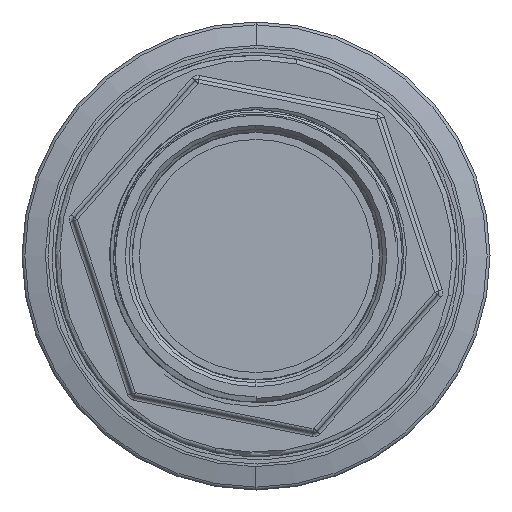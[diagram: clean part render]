
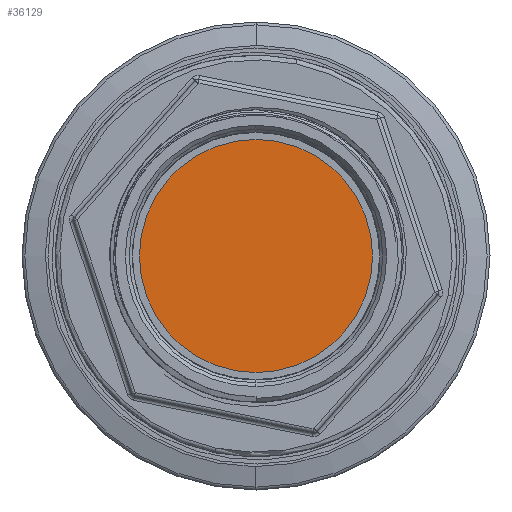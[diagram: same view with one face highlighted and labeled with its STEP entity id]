
A CAD part, front view. The second image highlights one B-rep face of the part: STEP entity #36129.
In plain terms, the highlighted planar face has unit normal (0, -1, 0).
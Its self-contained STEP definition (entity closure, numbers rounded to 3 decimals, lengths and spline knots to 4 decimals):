
#6064=CARTESIAN_POINT('',(-0.3321,-4.315,0.));
#6065=DIRECTION('',(0.,1.,0.));
#6066=DIRECTION('',(0.,0.,1.));
#6067=AXIS2_PLACEMENT_3D('',#6064,#6065,#6066);
#6069=CARTESIAN_POINT('',(-0.3321,-4.315,0.));
#6070=DIRECTION('',(0.,-1.,0.));
#6071=DIRECTION('',(0.,0.,1.));
#6072=AXIS2_PLACEMENT_3D('',#6069,#6070,#6071);
#6620=CARTESIAN_POINT('',(-0.3321,-4.315,
0.5882));
#6621=CARTESIAN_POINT('',(-0.3321,-4.315,
-0.5882));
#6622=VERTEX_POINT('',#6620);
#6623=VERTEX_POINT('',#6621);
#36120=CARTESIAN_POINT('',(-0.3321,-4.315,0.));
#36121=DIRECTION('',(0.,-1.,0.));
#36122=DIRECTION('',(0.,0.,1.));
#36123=AXIS2_PLACEMENT_3D('',#36120,#36121,#36122);
#36124=PLANE('',#36123);
#36125=ORIENTED_EDGE('',*,*,#35522,.T.);
#36126=ORIENTED_EDGE('',*,*,#35846,.F.);
#36127=EDGE_LOOP('',(#36125,#36126));
#36128=FACE_OUTER_BOUND('',#36127,.F.);
#36129=ADVANCED_FACE('',(#36128),#36124,.T.);
#6068=CIRCLE('',#6067,0.5882);
#6073=CIRCLE('',#6072,0.5882);
#35522=EDGE_CURVE('',#6622,#6623,#6068,.T.);
#35846=EDGE_CURVE('',#6622,#6623,#6073,.T.);
